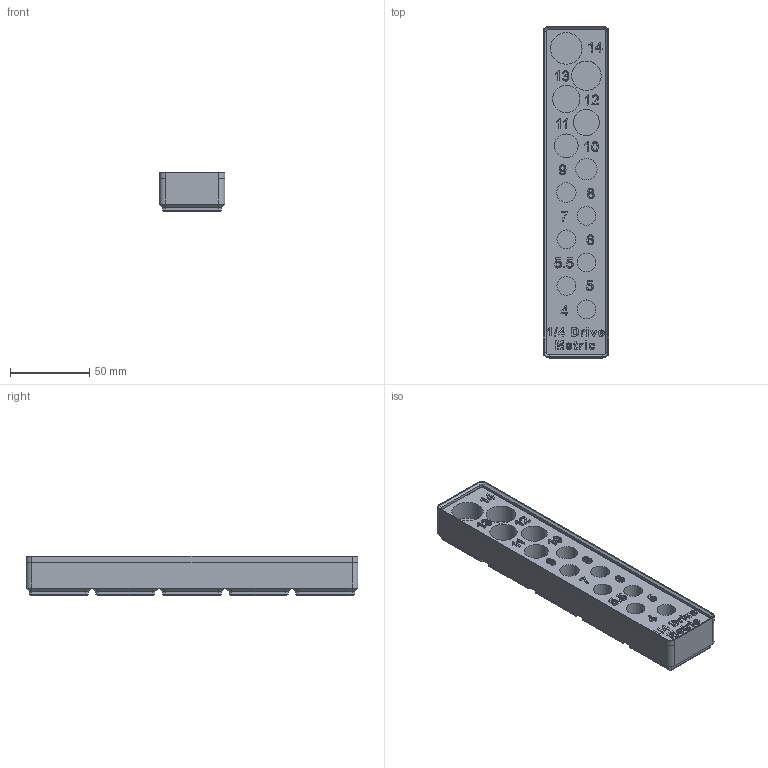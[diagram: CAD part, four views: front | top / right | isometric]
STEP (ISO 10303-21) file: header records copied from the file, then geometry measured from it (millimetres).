
FILE_DESCRIPTION(/* description */ (''),/* implementation_level */ '2;1');
FILE_NAME(/* name */ 'Quarter Inch Drive Socket Holder Gridfinity (metric).step',/* time_stamp */ '2023-10-14T08:14:34-07:00',/* author */ (''),/* organization */ (''),/* preprocessor_version */ 'ST-DEVELOPER v20',/* originating_system */ 'Autodesk Translation Framework v12.14.0.127',/* authorisation */ '');
FILE_SCHEMA (('AUTOMOTIVE_DESIGN { 1 0 10303 214 3 1 1 }'));
Length unit declared in the file: inch
Products named in the file (2): 1/4 Drive (metric) Socket Holder Gridfinity; Gridfinity bin 5x1x3
Assembly tree (1 placements, depth 2):
  1/4 Drive (metric) Socket Holder Gridfinity
    Gridfinity bin 5x1x3
Bounding box: 41.5 x 209.5 x 24.8 mm (x, y, z)
Volume: 154324.5 mm3; surface area: 38767.7 mm2
Topology: 1 solids, 1 shells, 755 faces, 1958 edges, 1264 vertices
Faces by surface type: plane 342, bspline 321, cone 48, cylinder 44
Full cylindrical faces by diameter (mm): 11.8 x5, 12.3 x1, 13.5 x1, 15 x1, 16.5 x1, 17.3 x1, 18.6 x1, 20 x1
Entity records: 25821 total; most frequent: CARTESIAN_POINT 9477, ORIENTED_EDGE 3916, DIRECTION 2310, EDGE_CURVE 1958, VERTEX_POINT 1264, LINE 1188, VECTOR 1188, EDGE_LOOP 814
